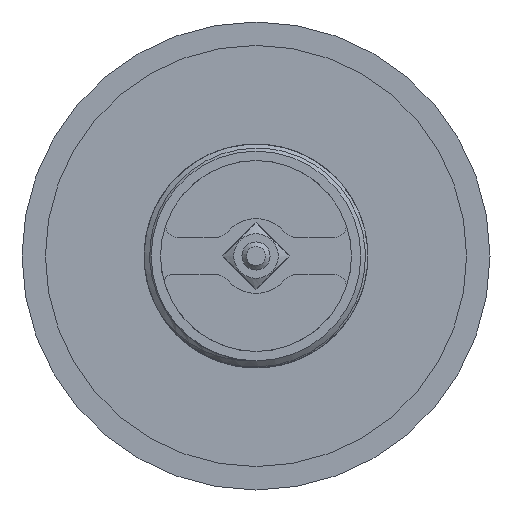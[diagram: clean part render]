
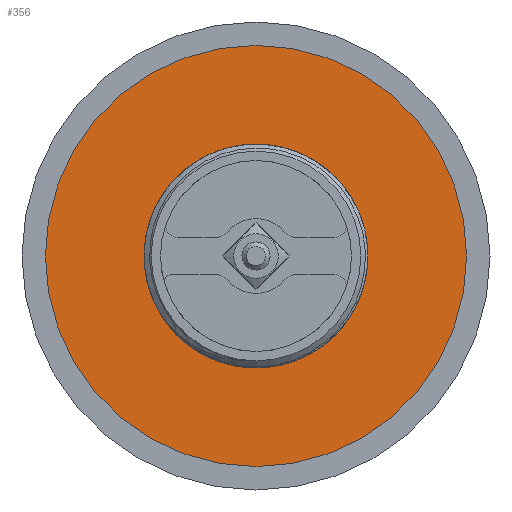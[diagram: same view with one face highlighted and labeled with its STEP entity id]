
A CAD part, left-side view. The second image highlights one B-rep face of the part: STEP entity #356.
In plain terms, the highlighted planar face has unit normal (-1, 0, 0).
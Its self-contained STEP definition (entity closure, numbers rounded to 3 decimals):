
#356=ADVANCED_FACE('',(#4989,#4991),#4993,.T.);
#4989=FACE_BOUND('',#4990,.T.);
#4990=EDGE_LOOP('',(#5714));
#4991=FACE_BOUND('',#4992,.T.);
#4992=EDGE_LOOP('',(#5715));
#4993=PLANE('',#4994);
#4994=AXIS2_PLACEMENT_3D('',#4995,#4996,#4997);
#4995=CARTESIAN_POINT('',(40.,0.,0.));
#4996=DIRECTION('',(-1.,0.,0.));
#4997=DIRECTION('',(0.,0.,1.));
#5714=ORIENTED_EDGE('',*,*,#6125,.T.);
#5715=ORIENTED_EDGE('',*,*,#6126,.F.);
#6125=EDGE_CURVE('',#6374,#6374,#6375,.T.);
#6126=EDGE_CURVE('',#6376,#6376,#6377,.T.);
#6374=VERTEX_POINT('',#9062);
#6375=CIRCLE('',#9063,45.);
#6376=VERTEX_POINT('',#9067);
#6377=CIRCLE('',#9068,23.902);
#9062=CARTESIAN_POINT('',(40.,0.,45.));
#9063=AXIS2_PLACEMENT_3D('',#9064,#9065,#9066);
#9064=CARTESIAN_POINT('',(40.,0.,0.));
#9065=DIRECTION('',(-1.,0.,0.));
#9066=DIRECTION('',(0.,0.,1.));
#9067=CARTESIAN_POINT('',(40.,0.,23.902));
#9068=AXIS2_PLACEMENT_3D('',#9069,#9070,#9071);
#9069=CARTESIAN_POINT('',(40.,0.,0.));
#9070=DIRECTION('',(-1.,0.,0.));
#9071=DIRECTION('',(0.,0.,1.));
